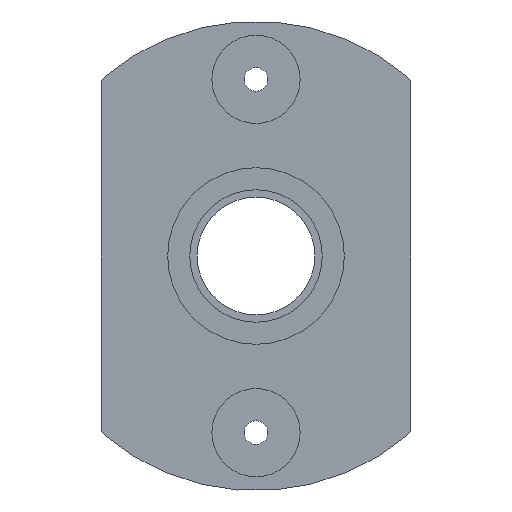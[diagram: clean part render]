
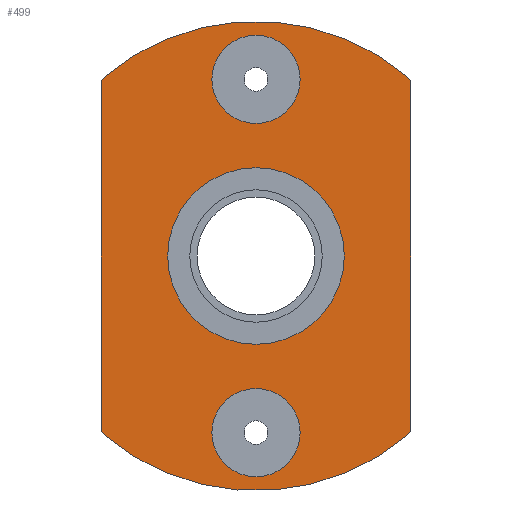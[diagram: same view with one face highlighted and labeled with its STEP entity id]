
A CAD part, front view. The second image highlights one B-rep face of the part: STEP entity #499.
In plain terms, the highlighted planar face has unit normal (0, -1, 0).
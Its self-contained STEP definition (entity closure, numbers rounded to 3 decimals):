
#229 = EDGE_CURVE('',#230,#232,#234,.T.);
#230 = VERTEX_POINT('',#231);
#231 = CARTESIAN_POINT('',(10.324,0.,
    12.152));
#232 = VERTEX_POINT('',#233);
#233 = CARTESIAN_POINT('',(-10.324,0.,
    12.152));
#234 = CIRCLE('',#235,15.945);
#235 = AXIS2_PLACEMENT_3D('',#236,#237,#238);
#236 = CARTESIAN_POINT('',(0.,0.,0.));
#237 = DIRECTION('',(0.,-1.,0.));
#238 = DIRECTION('',(1.,0.,0.));
#261 = EDGE_CURVE('',#230,#262,#264,.T.);
#262 = VERTEX_POINT('',#263);
#263 = CARTESIAN_POINT('',(10.5,0.,11.771));
#264 = CIRCLE('',#265,0.5);
#265 = AXIS2_PLACEMENT_3D('',#266,#267,#268);
#266 = CARTESIAN_POINT('',(10.,0.,11.771));
#267 = DIRECTION('',(0.,1.,0.));
#268 = DIRECTION('',(0.,0.,1.));
#286 = EDGE_CURVE('',#232,#287,#289,.T.);
#287 = VERTEX_POINT('',#288);
#288 = CARTESIAN_POINT('',(-10.5,0.,11.771));
#289 = CIRCLE('',#290,0.5);
#290 = AXIS2_PLACEMENT_3D('',#291,#292,#293);
#291 = CARTESIAN_POINT('',(-10.,0.,11.771));
#292 = DIRECTION('',(0.,-1.,0.));
#293 = DIRECTION('',(0.,0.,1.));
#311 = EDGE_CURVE('',#262,#312,#314,.T.);
#312 = VERTEX_POINT('',#313);
#313 = CARTESIAN_POINT('',(10.5,0.,-11.771));
#314 = LINE('',#315,#316);
#315 = CARTESIAN_POINT('',(10.5,0.,12.));
#316 = VECTOR('',#317,1.);
#317 = DIRECTION('',(0.,0.,-1.));
#335 = EDGE_CURVE('',#287,#336,#338,.T.);
#336 = VERTEX_POINT('',#337);
#337 = CARTESIAN_POINT('',(-10.5,0.,-11.771));
#338 = LINE('',#339,#340);
#339 = CARTESIAN_POINT('',(-10.5,0.,12.));
#340 = VECTOR('',#341,1.);
#341 = DIRECTION('',(0.,0.,-1.));
#359 = EDGE_CURVE('',#312,#360,#362,.T.);
#360 = VERTEX_POINT('',#361);
#361 = CARTESIAN_POINT('',(10.324,0.,
    -12.152));
#362 = CIRCLE('',#363,0.5);
#363 = AXIS2_PLACEMENT_3D('',#364,#365,#366);
#364 = CARTESIAN_POINT('',(10.,0.,-11.771));
#365 = DIRECTION('',(0.,1.,0.));
#366 = DIRECTION('',(0.,0.,1.));
#384 = EDGE_CURVE('',#336,#385,#387,.T.);
#385 = VERTEX_POINT('',#386);
#386 = CARTESIAN_POINT('',(-10.324,0.,
    -12.152));
#387 = CIRCLE('',#388,0.5);
#388 = AXIS2_PLACEMENT_3D('',#389,#390,#391);
#389 = CARTESIAN_POINT('',(-10.,0.,-11.771));
#390 = DIRECTION('',(0.,-1.,0.));
#391 = DIRECTION('',(0.,0.,1.));
#409 = EDGE_CURVE('',#385,#360,#410,.T.);
#410 = CIRCLE('',#411,15.945);
#411 = AXIS2_PLACEMENT_3D('',#412,#413,#414);
#412 = CARTESIAN_POINT('',(0.,0.,0.));
#413 = DIRECTION('',(0.,-1.,0.));
#414 = DIRECTION('',(1.,0.,0.));
#499 = ADVANCED_FACE('',(#500,#510,#521,#532),#543,.T.);
#500 = FACE_BOUND('',#501,.T.);
#501 = EDGE_LOOP('',(#502,#503,#504,#505,#506,#507,#508,#509));
#502 = ORIENTED_EDGE('',*,*,#229,.T.);
#503 = ORIENTED_EDGE('',*,*,#286,.T.);
#504 = ORIENTED_EDGE('',*,*,#335,.T.);
#505 = ORIENTED_EDGE('',*,*,#384,.T.);
#506 = ORIENTED_EDGE('',*,*,#409,.T.);
#507 = ORIENTED_EDGE('',*,*,#359,.F.);
#508 = ORIENTED_EDGE('',*,*,#311,.F.);
#509 = ORIENTED_EDGE('',*,*,#261,.F.);
#510 = FACE_BOUND('',#511,.T.);
#511 = EDGE_LOOP('',(#512));
#512 = ORIENTED_EDGE('',*,*,#513,.F.);
#513 = EDGE_CURVE('',#514,#514,#516,.T.);
#514 = VERTEX_POINT('',#515);
#515 = CARTESIAN_POINT('',(3.,0.,12.));
#516 = CIRCLE('',#517,3.);
#517 = AXIS2_PLACEMENT_3D('',#518,#519,#520);
#518 = CARTESIAN_POINT('',(0.,0.,12.));
#519 = DIRECTION('',(0.,-1.,0.));
#520 = DIRECTION('',(1.,0.,0.));
#521 = FACE_BOUND('',#522,.T.);
#522 = EDGE_LOOP('',(#523));
#523 = ORIENTED_EDGE('',*,*,#524,.F.);
#524 = EDGE_CURVE('',#525,#525,#527,.T.);
#525 = VERTEX_POINT('',#526);
#526 = CARTESIAN_POINT('',(6.,0.,0.));
#527 = CIRCLE('',#528,6.);
#528 = AXIS2_PLACEMENT_3D('',#529,#530,#531);
#529 = CARTESIAN_POINT('',(0.,0.,0.));
#530 = DIRECTION('',(0.,-1.,0.));
#531 = DIRECTION('',(1.,0.,0.));
#532 = FACE_BOUND('',#533,.T.);
#533 = EDGE_LOOP('',(#534));
#534 = ORIENTED_EDGE('',*,*,#535,.F.);
#535 = EDGE_CURVE('',#536,#536,#538,.T.);
#536 = VERTEX_POINT('',#537);
#537 = CARTESIAN_POINT('',(3.,0.,-12.));
#538 = CIRCLE('',#539,3.);
#539 = AXIS2_PLACEMENT_3D('',#540,#541,#542);
#540 = CARTESIAN_POINT('',(0.,0.,-12.));
#541 = DIRECTION('',(0.,-1.,0.));
#542 = DIRECTION('',(1.,0.,0.));
#543 = PLANE('',#544);
#544 = AXIS2_PLACEMENT_3D('',#545,#546,#547);
#545 = CARTESIAN_POINT('',(0.,0.,0.));
#546 = DIRECTION('',(0.,-1.,0.));
#547 = DIRECTION('',(0.,0.,-1.));
